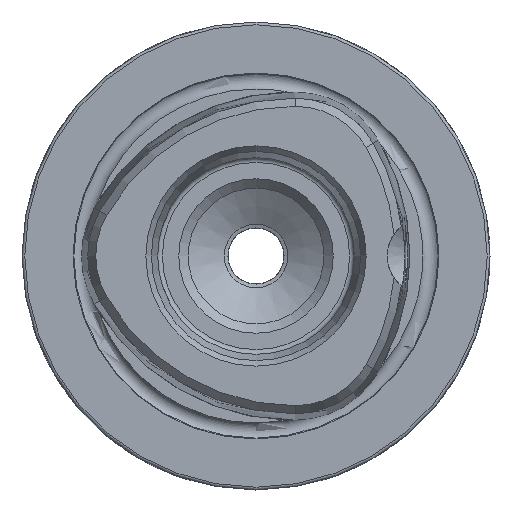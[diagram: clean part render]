
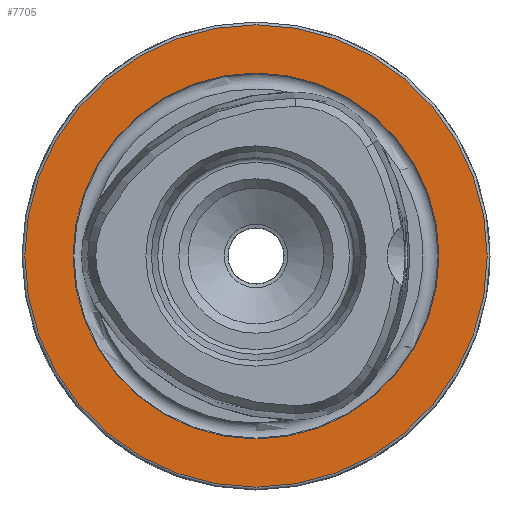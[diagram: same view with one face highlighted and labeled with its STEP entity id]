
A CAD part, left-side view. The second image highlights one B-rep face of the part: STEP entity #7705.
In plain terms, the highlighted planar face has unit normal (-1, 0, 0).
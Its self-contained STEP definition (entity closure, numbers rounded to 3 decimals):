
#471 = PLANE ( 'NONE',  #1407 ) ;
#716 = ORIENTED_EDGE ( 'NONE', *, *, #2610, .F. ) ;
#1362 = CARTESIAN_POINT ( 'NONE',  ( 0., 0., 24.7 ) ) ;
#1407 = AXIS2_PLACEMENT_3D ( 'NONE', #6845, #8515, #2162 ) ;
#1456 = VERTEX_POINT ( 'NONE', #9331 ) ;
#2162 = DIRECTION ( 'NONE',  ( 0., 0., -1. ) ) ;
#2610 = EDGE_CURVE ( 'NONE', #1456, #1456, #5836, .T. ) ;
#3617 = ORIENTED_EDGE ( 'NONE', *, *, #5322, .T. ) ;
#3949 = CIRCLE ( 'NONE', #5365, 24.7 ) ;
#4223 = DIRECTION ( 'NONE',  ( 0., 0., 1. ) ) ;
#4325 = DIRECTION ( 'NONE',  ( 0., 0., 1. ) ) ;
#4403 = VERTEX_POINT ( 'NONE', #1362 ) ;
#4867 = EDGE_LOOP ( 'NONE', ( #716 ) ) ;
#4945 = EDGE_LOOP ( 'NONE', ( #3617 ) ) ;
#5128 = DIRECTION ( 'NONE',  ( -1., 0., 0. ) ) ;
#5322 = EDGE_CURVE ( 'NONE', #4403, #4403, #3949, .T. ) ;
#5365 = AXIS2_PLACEMENT_3D ( 'NONE', #7365, #9018, #4223 ) ;
#5836 = CIRCLE ( 'NONE', #8037, 19.55 ) ;
#6126 = FACE_BOUND ( 'NONE', #4867, .T. ) ;
#6845 = CARTESIAN_POINT ( 'NONE',  ( 0., 19.55, 0. ) ) ;
#7365 = CARTESIAN_POINT ( 'NONE',  ( 0., 0., 0. ) ) ;
#7705 = ADVANCED_FACE ( 'NONE', ( #6126, #8519 ), #471, .F. ) ;
#8037 = AXIS2_PLACEMENT_3D ( 'NONE', #9125, #5128, #4325 ) ;
#8515 = DIRECTION ( 'NONE',  ( 1., 0., 0. ) ) ;
#8519 = FACE_OUTER_BOUND ( 'NONE', #4945, .T. ) ;
#9018 = DIRECTION ( 'NONE',  ( -1., 0., 0. ) ) ;
#9125 = CARTESIAN_POINT ( 'NONE',  ( 0., 0., 0. ) ) ;
#9331 = CARTESIAN_POINT ( 'NONE',  ( 0., 0., 19.55 ) ) ;
